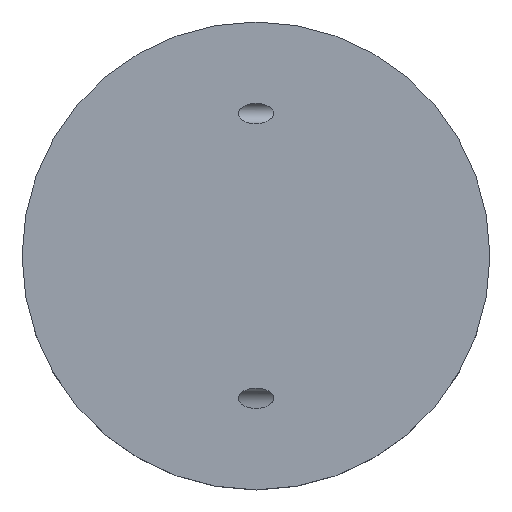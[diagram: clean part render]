
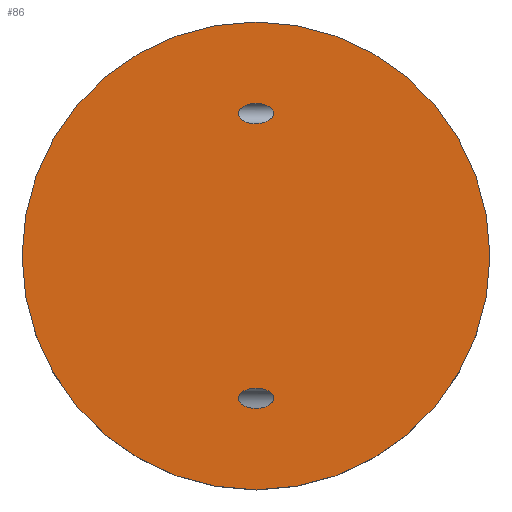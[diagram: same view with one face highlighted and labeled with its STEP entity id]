
A CAD part, top view. The second image highlights one B-rep face of the part: STEP entity #86.
In plain terms, the highlighted planar face has unit normal (0, 0, 1).
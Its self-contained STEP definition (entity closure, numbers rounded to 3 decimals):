
#15=FACE_BOUND('',#32,.T.);
#16=FACE_BOUND('',#33,.T.);
#19=PLANE('',#111);
#22=CIRCLE('',#110,11.5);
#26=FACE_OUTER_BOUND('',#31,.T.);
#31=EDGE_LOOP('',(#74));
#32=EDGE_LOOP('',(#75));
#33=EDGE_LOOP('',(#76));
#43=ELLIPSE('',#103,0.872,0.5);
#46=ELLIPSE('',#107,0.872,0.5);
#47=VERTEX_POINT('',#142);
#50=VERTEX_POINT('',#150);
#52=VERTEX_POINT('',#156);
#53=EDGE_CURVE('',#47,#47,#43,.T.);
#58=EDGE_CURVE('',#50,#50,#46,.T.);
#61=EDGE_CURVE('',#52,#52,#22,.T.);
#74=ORIENTED_EDGE('',*,*,#61,.T.);
#75=ORIENTED_EDGE('',*,*,#53,.T.);
#76=ORIENTED_EDGE('',*,*,#58,.T.);
#86=ADVANCED_FACE('',(#26,#15,#16),#19,.T.);
#103=AXIS2_PLACEMENT_3D('',#143,#117,#118);
#107=AXIS2_PLACEMENT_3D('',#152,#127,#128);
#110=AXIS2_PLACEMENT_3D('',#158,#134,#135);
#111=AXIS2_PLACEMENT_3D('',#159,#136,#137);
#117=DIRECTION('center_axis',(0.,0.,-1.));
#118=DIRECTION('ref_axis',(-1.,0.,0.));
#127=DIRECTION('center_axis',(0.,0.,-1.));
#128=DIRECTION('ref_axis',(1.,0.,0.));
#134=DIRECTION('center_axis',(0.,0.,1.));
#135=DIRECTION('ref_axis',(1.,0.,0.));
#136=DIRECTION('center_axis',(0.,0.,1.));
#137=DIRECTION('ref_axis',(1.,0.,0.));
#142=CARTESIAN_POINT('',(0.,-6.5,0.));
#143=CARTESIAN_POINT('Origin',(0.,-7.,0.));
#150=CARTESIAN_POINT('',(0.,7.5,0.));
#152=CARTESIAN_POINT('Origin',(0.,7.,0.));
#156=CARTESIAN_POINT('',(-11.5,0.,0.));
#158=CARTESIAN_POINT('Origin',(0.,0.,0.));
#159=CARTESIAN_POINT('Origin',(0.,0.,0.));
